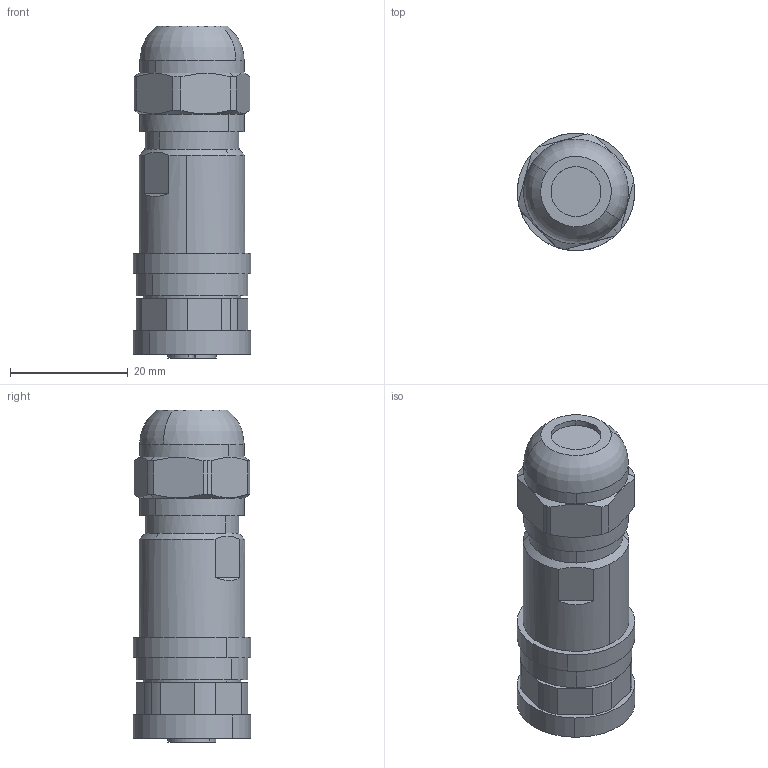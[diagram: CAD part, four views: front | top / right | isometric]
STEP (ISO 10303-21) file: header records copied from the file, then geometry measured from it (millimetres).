
FILE_DESCRIPTION(('HOOPS Exchange Step'),'2;1');
FILE_NAME('export-087D6F83-CBBB-4CB7-A25E-15BE45E9840C.stp','2023-07-24T20:52:20+02:00',('Gebruiker'),('Alibre'),'HOOPS Exchange 2021.0','Alibre','Unknown authorisation');
FILE_SCHEMA( ('AP242_MANAGED_MODEL_BASED_3D_ENGINEERING_MIM_LF {1 0 10303 442 1 1 4 }') );
Length unit declared in the file: millimetre
Products named in the file (2): 4634-1 M12 8 Pole FEMALE Shielded (Screw Terminals); 4634 M12 8 Pole FEMALE Shielded (Screw Terminals)
Assembly tree (1 placements, depth 2):
  4634 M12 8 Pole FEMALE Shielded (Screw Terminals)
    4634-1 M12 8 Pole FEMALE Shielded (Screw Terminals)
Bounding box: 19.96 x 19.96 x 56.5 mm (x, y, z)
Volume: 14098.6 mm3; surface area: 4699.8 mm2
Topology: 1 solids, 1 shells, 121 faces, 315 edges, 214 vertices
Faces by surface type: cylinder 59, plane 38, cone 22, torus 2
Entity records: 4111 total; most frequent: CARTESIAN_POINT 823, DIRECTION 737, ORIENTED_EDGE 630, EDGE_CURVE 315, AXIS2_PLACEMENT_3D 310, VERTEX_POINT 214, CIRCLE 182, EDGE_LOOP 139
